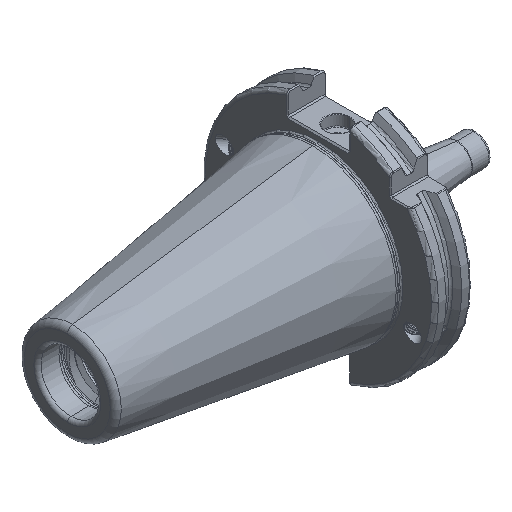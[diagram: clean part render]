
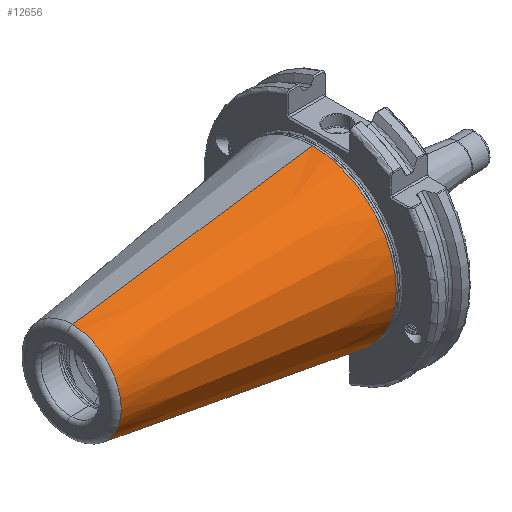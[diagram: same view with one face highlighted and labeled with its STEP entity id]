
A CAD part, isometric view. The second image highlights one B-rep face of the part: STEP entity #12656.
In plain terms, the highlighted conical face has half-angle 8.297 degrees and reference radius 35.392 mm.
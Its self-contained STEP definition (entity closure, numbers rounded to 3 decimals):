
#41 = AXIS2_PLACEMENT_3D ( 'NONE', #18243, #18244, #18245 ) ;
#67 = AXIS2_PLACEMENT_3D ( 'NONE', #18255, #18256, #18257 ) ;
#2335 = EDGE_CURVE ( 'NONE', #10133, #10156, #3113, .T. ) ;
#3113 = LINE ( 'NONE', #3114, #12887 ) ;
#3114 = CARTESIAN_POINT ( 'NONE',  ( 0., 0., 35.392 ) ) ;
#3115 = DIRECTION ( 'NONE',  ( 0.99, 0., 0.144 ) ) ;
#4400 = VECTOR ( 'NONE', #8879, 1000. ) ;
#4401 = AXIS2_PLACEMENT_3D ( 'NONE', #8898, #8899, #8900 ) ;
#4777 = CARTESIAN_POINT ( 'NONE',  ( -102.811, 0., 20.399 ) ) ;
#4778 = CARTESIAN_POINT ( 'NONE',  ( -102.811, 0., -20.399 ) ) ;
#4797 = CARTESIAN_POINT ( 'NONE',  ( -2.5, 0., 35.027 ) ) ;
#4799 = CARTESIAN_POINT ( 'NONE',  ( -2.5, 0., -35.027 ) ) ;
#4801 = CARTESIAN_POINT ( 'NONE',  ( -2.5, -35.027, 0. ) ) ;
#6342 = CARTESIAN_POINT ( 'NONE',  ( 0., 0., 0. ) ) ;
#6343 = DIRECTION ( 'NONE',  ( 1., 0., 0. ) ) ;
#6344 = DIRECTION ( 'NONE',  ( 0., 0., -1. ) ) ;
#7231 = CIRCLE ( 'NONE', #41, 35.027 ) ;
#7235 = CIRCLE ( 'NONE', #67, 20.399 ) ;
#7248 = CIRCLE ( 'NONE', #4401, 35.027 ) ;
#7280 = CONICAL_SURFACE ( 'NONE', #10729, 35.392, 0.145 ) ;
#8878 = CARTESIAN_POINT ( 'NONE',  ( 0., 0., -35.392 ) ) ;
#8879 = DIRECTION ( 'NONE',  ( 0.99, 0., -0.144 ) ) ;
#8898 = CARTESIAN_POINT ( 'NONE',  ( -2.5, 0., 0. ) ) ;
#8899 = DIRECTION ( 'NONE',  ( 1., 0., 0. ) ) ;
#8900 = DIRECTION ( 'NONE',  ( 0., 1., 0. ) ) ;
#9196 = ORIENTED_EDGE ( 'NONE', *, *, #2335, .F. ) ;
#10133 = VERTEX_POINT ( 'NONE', #4777 ) ;
#10134 = VERTEX_POINT ( 'NONE', #4778 ) ;
#10156 = VERTEX_POINT ( 'NONE', #4797 ) ;
#10159 = VERTEX_POINT ( 'NONE', #4799 ) ;
#10161 = VERTEX_POINT ( 'NONE', #4801 ) ;
#10640 = EDGE_CURVE ( 'NONE', #10161, #10159, #7231, .T. ) ;
#10644 = EDGE_CURVE ( 'NONE', #10133, #10134, #7235, .T. ) ;
#10657 = ORIENTED_EDGE ( 'NONE', *, *, #12547, .T. ) ;
#10659 = ORIENTED_EDGE ( 'NONE', *, *, #10644, .T. ) ;
#10660 = ORIENTED_EDGE ( 'NONE', *, *, #12554, .F. ) ;
#10661 = ORIENTED_EDGE ( 'NONE', *, *, #10640, .F. ) ;
#10728 = FACE_OUTER_BOUND ( 'NONE', #14752, .T. ) ;
#10729 = AXIS2_PLACEMENT_3D ( 'NONE', #6342, #6343, #6344 ) ;
#12547 = EDGE_CURVE ( 'NONE', #10134, #10159, #18429, .T. ) ;
#12554 = EDGE_CURVE ( 'NONE', #10156, #10161, #7248, .T. ) ;
#12656 = ADVANCED_FACE ( 'NONE', ( #10728 ), #7280, .T. ) ;
#12887 = VECTOR ( 'NONE', #3115, 1000. ) ;
#14752 = EDGE_LOOP ( 'NONE', ( #9196, #10659, #10657, #10661, #10660 ) ) ;
#18243 = CARTESIAN_POINT ( 'NONE',  ( -2.5, 0., 0. ) ) ;
#18244 = DIRECTION ( 'NONE',  ( 1., 0., 0. ) ) ;
#18245 = DIRECTION ( 'NONE',  ( 0., 1., 0. ) ) ;
#18255 = CARTESIAN_POINT ( 'NONE',  ( -102.811, 0., 0. ) ) ;
#18256 = DIRECTION ( 'NONE',  ( 1., 0., 0. ) ) ;
#18257 = DIRECTION ( 'NONE',  ( 0., 0., 1. ) ) ;
#18429 = LINE ( 'NONE', #8878, #4400 ) ;
